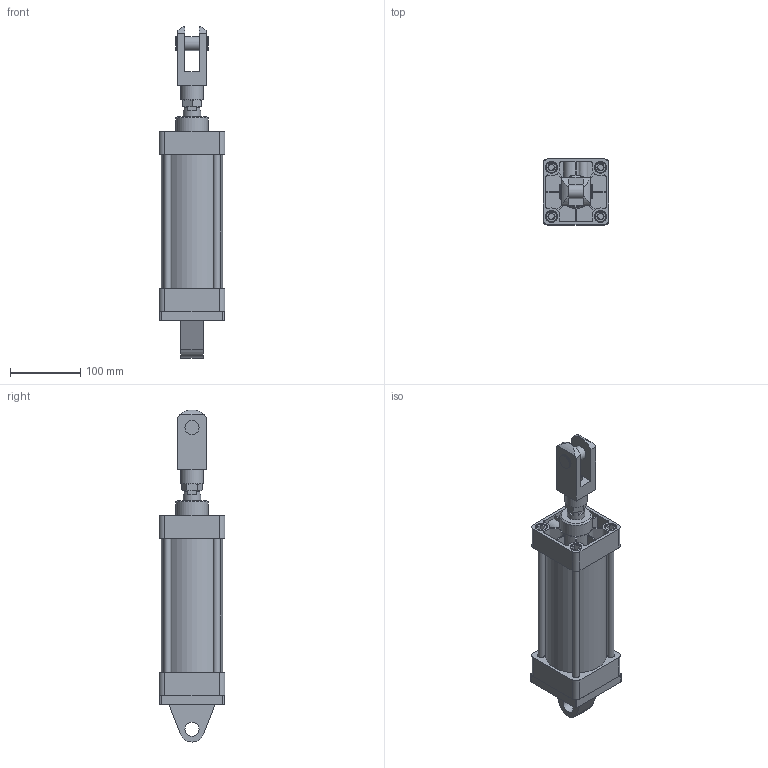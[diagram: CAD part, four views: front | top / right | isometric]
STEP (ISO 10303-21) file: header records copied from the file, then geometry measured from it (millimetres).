
FILE_DESCRIPTION( ( 'STEP AP203' ), '1' );
FILE_NAME( 'TBC80X150-0-CA-YJ(0).stp', '2021-09-27T05:25:48', ( 'License CC BY-ND 4.0' ), ( 'CADENAS' ), ' ', 'PARTsolutions', ' ' );
FILE_SCHEMA( ( 'CONFIG_CONTROL_DESIGN' ) );
Length unit declared in the file: millimetre
Products named in the file (5): TBC80X150-0-CA-YJ(0); _ TB C 150  80 ; _ TB C  150 10 80_rod; _FJ-M20x1.5YJ; _FJ-TBC80CA
Assembly tree (4 placements, depth 2):
  TBC80X150-0-CA-YJ(0)
    _ TB C 150  80 
    _ TB C  150 10 80_rod
    _FJ-M20x1.5YJ
    _FJ-TBC80CA
Bounding box: 94 x 94 x 473 mm (x, y, z)
Volume: 1185354.9 mm3; surface area: 351901.2 mm2
Topology: 4 solids, 4 shells, 404 faces, 965 edges, 638 vertices
Faces by surface type: plane 254, cylinder 118, cone 22, torus 10
Full cylindrical faces by diameter (mm): 8 x2, 8.376 x8, 10 x6, 10.5 x8, 11 x4, 16 x8, 17 x12, 18.376 x1, 19 x2, 20 x7, 25 x2, 32 x1, 46 x1, 47.7 x2, 80 x2, 87 x1
Entity records: 11735 total; most frequent: CARTESIAN_POINT 2348, DIRECTION 1953, ORIENTED_EDGE 1728, EDGE_CURVE 864, AXIS2_PLACEMENT_3D 725, VERTEX_POINT 620, EDGE_LOOP 578, LINE 503
